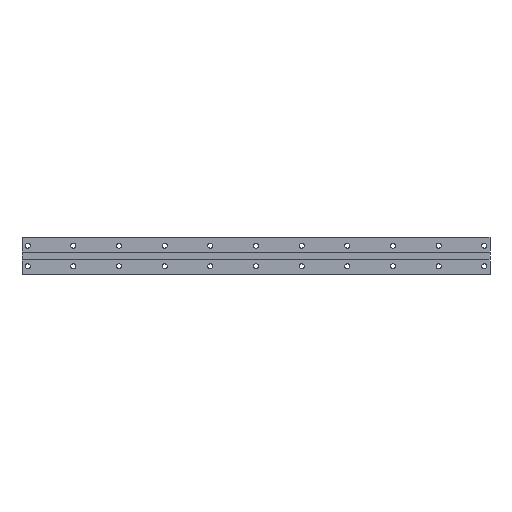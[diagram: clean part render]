
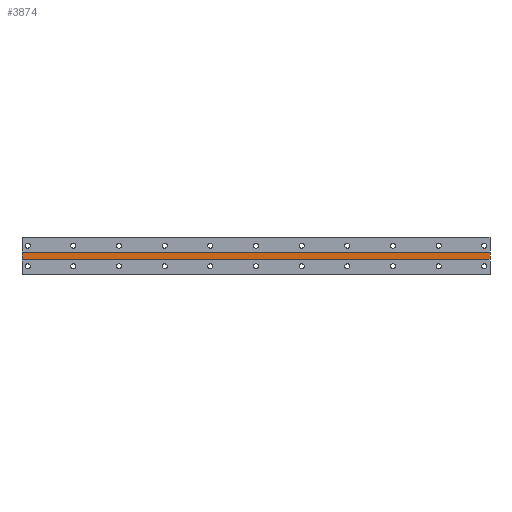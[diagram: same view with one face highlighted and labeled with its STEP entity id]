
A CAD part, front view. The second image highlights one B-rep face of the part: STEP entity #3874.
In plain terms, the highlighted planar face has unit normal (0, -1, 0).
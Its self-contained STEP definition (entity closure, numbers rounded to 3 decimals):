
#61 = CARTESIAN_POINT ( 'NONE',  ( 405., 0.5, 16.615 ) ) ;
#95 = EDGE_LOOP ( 'NONE', ( #1719, #3725, #2087, #2430 ) ) ;
#141 = VERTEX_POINT ( 'NONE', #3104 ) ;
#241 = EDGE_CURVE ( 'NONE', #2287, #141, #4504, .T. ) ;
#317 = FACE_OUTER_BOUND ( 'NONE', #95, .T. ) ;
#556 = DIRECTION ( 'NONE',  ( 0., 0., -1. ) ) ;
#631 = EDGE_CURVE ( 'NONE', #2287, #2893, #1876, .T. ) ;
#646 = AXIS2_PLACEMENT_3D ( 'NONE', #4526, #702, #2823 ) ;
#702 = DIRECTION ( 'NONE',  ( 0., 1., 0. ) ) ;
#719 = EDGE_CURVE ( 'NONE', #2893, #1451, #788, .T. ) ;
#749 = VECTOR ( 'NONE', #3227, 1000. ) ;
#788 = LINE ( 'NONE', #2910, #3835 ) ;
#985 = CARTESIAN_POINT ( 'NONE',  ( 405., 0.5, 3. ) ) ;
#987 = CARTESIAN_POINT ( 'NONE',  ( -5., 0.5, -3. ) ) ;
#1451 = VERTEX_POINT ( 'NONE', #987 ) ;
#1719 = ORIENTED_EDGE ( 'NONE', *, *, #719, .F. ) ;
#1721 = PLANE ( 'NONE',  #646 ) ;
#1876 = LINE ( 'NONE', #61, #749 ) ;
#1934 = CARTESIAN_POINT ( 'NONE',  ( 405., 0.5, -3. ) ) ;
#2087 = ORIENTED_EDGE ( 'NONE', *, *, #241, .T. ) ;
#2199 = DIRECTION ( 'NONE',  ( -1., 0., 0. ) ) ;
#2266 = CARTESIAN_POINT ( 'NONE',  ( -5., 0.5, 16.615 ) ) ;
#2287 = VERTEX_POINT ( 'NONE', #3663 ) ;
#2430 = ORIENTED_EDGE ( 'NONE', *, *, #3273, .T. ) ;
#2754 = DIRECTION ( 'NONE',  ( -1., 0., 0. ) ) ;
#2770 = VECTOR ( 'NONE', #556, 1000. ) ;
#2823 = DIRECTION ( 'NONE',  ( 0., 0., 1. ) ) ;
#2893 = VERTEX_POINT ( 'NONE', #1934 ) ;
#2910 = CARTESIAN_POINT ( 'NONE',  ( 405., 0.5, -3. ) ) ;
#3051 = VECTOR ( 'NONE', #2754, 1000. ) ;
#3104 = CARTESIAN_POINT ( 'NONE',  ( -5., 0.5, 3. ) ) ;
#3227 = DIRECTION ( 'NONE',  ( 0., 0., -1. ) ) ;
#3273 = EDGE_CURVE ( 'NONE', #141, #1451, #3357, .T. ) ;
#3357 = LINE ( 'NONE', #2266, #2770 ) ;
#3663 = CARTESIAN_POINT ( 'NONE',  ( 405., 0.5, 3. ) ) ;
#3725 = ORIENTED_EDGE ( 'NONE', *, *, #631, .F. ) ;
#3835 = VECTOR ( 'NONE', #2199, 1000. ) ;
#3874 = ADVANCED_FACE ( 'NONE', ( #317 ), #1721, .F. ) ;
#4504 = LINE ( 'NONE', #985, #3051 ) ;
#4526 = CARTESIAN_POINT ( 'NONE',  ( 405., 0.5, 3. ) ) ;
